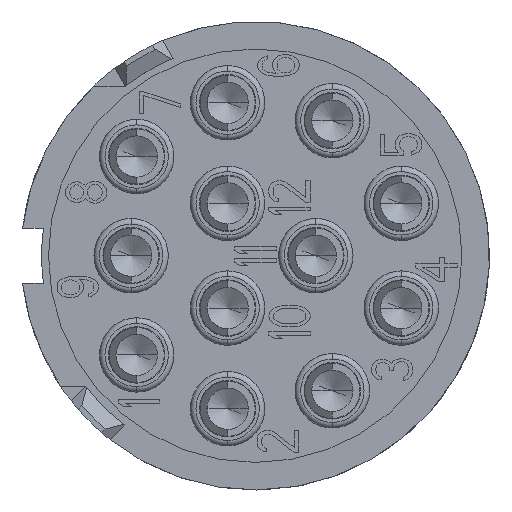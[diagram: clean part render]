
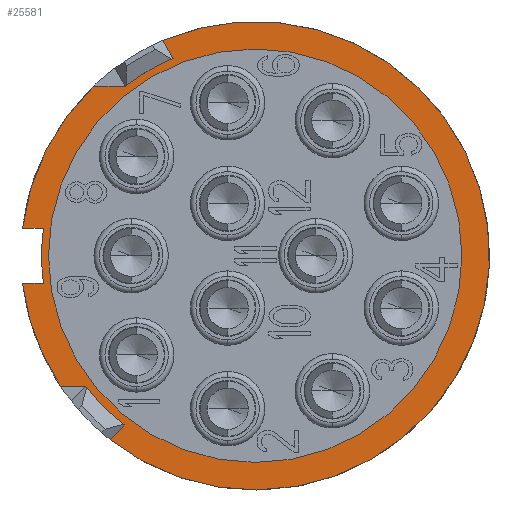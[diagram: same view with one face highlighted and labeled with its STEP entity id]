
A CAD part, front view. The second image highlights one B-rep face of the part: STEP entity #25581.
In plain terms, the highlighted planar face has unit normal (0, -1, 0).
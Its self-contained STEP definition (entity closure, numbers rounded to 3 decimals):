
#1584=DIRECTION('',(-0.707,0.,-0.707));
#1585=VECTOR('',#1584,0.756);
#1586=CARTESIAN_POINT('',(-4.727,-6.9,-6.141));
#1587=LINE('',#1586,#1585);
#1588=CARTESIAN_POINT('',(0.,-6.9,0.));
#1589=DIRECTION('',(0.,1.,0.));
#1590=DIRECTION('',(-0.61,0.,-0.792));
#1591=AXIS2_PLACEMENT_3D('',#1588,#1589,#1590);
#1593=DIRECTION('',(1.,0.,0.));
#1594=VECTOR('',#1593,0.923);
#1595=CARTESIAN_POINT('',(-7.064,-6.9,-4.727));
#1596=LINE('',#1595,#1594);
#1597=DIRECTION('',(-1.,0.,0.));
#1598=VECTOR('',#1597,0.756);
#1599=CARTESIAN_POINT('',(-7.685,-6.9,-1.));
#1600=LINE('',#1599,#1598);
#1601=CARTESIAN_POINT('',(0.,-6.9,0.));
#1602=DIRECTION('',(0.,1.,0.));
#1603=DIRECTION('',(-0.992,0.,-0.129));
#1604=AXIS2_PLACEMENT_3D('',#1601,#1602,#1603);
#1606=DIRECTION('',(1.,0.,0.));
#1607=VECTOR('',#1606,0.756);
#1608=CARTESIAN_POINT('',(-8.441,-6.9,1.));
#1609=LINE('',#1608,#1607);
#1610=DIRECTION('',(-1.,0.,0.));
#1611=VECTOR('',#1610,1.153);
#1612=CARTESIAN_POINT('',(-4.709,-6.9,6.156));
#1613=LINE('',#1612,#1611);
#1614=CARTESIAN_POINT('',(0.,-6.9,0.));
#1615=DIRECTION('',(0.,1.,0.));
#1616=DIRECTION('',(-0.608,0.,0.794));
#1617=AXIS2_PLACEMENT_3D('',#1614,#1615,#1616);
#1619=DIRECTION('',(0.5,0.,-0.866));
#1620=VECTOR('',#1619,0.756);
#1621=CARTESIAN_POINT('',(-3.354,-6.9,7.81));
#1622=LINE('',#1621,#1620);
#1623=CARTESIAN_POINT('',(0.,-6.9,0.));
#1624=DIRECTION('',(0.,-1.,0.));
#1625=DIRECTION('',(1.,0.,0.));
#1626=AXIS2_PLACEMENT_3D('',#1623,#1624,#1625);
#1628=CARTESIAN_POINT('',(0.,-6.9,0.));
#1629=DIRECTION('',(0.,-1.,0.));
#1630=DIRECTION('',(-1.,0.,0.));
#1631=AXIS2_PLACEMENT_3D('',#1628,#1629,#1630);
#1646=CARTESIAN_POINT('',(0.,-6.9,0.));
#1647=DIRECTION('',(0.,-1.,0.));
#1648=DIRECTION('',(-0.619,0.,-0.785));
#1649=AXIS2_PLACEMENT_3D('',#1646,#1647,#1648);
#15104=CARTESIAN_POINT('',(0.,-6.9,0.));
#15105=DIRECTION('',(0.,-1.,0.));
#15106=DIRECTION('',(-0.69,0.,0.724));
#15107=AXIS2_PLACEMENT_3D('',#15104,#15105,#15106);
#15139=CARTESIAN_POINT('',(0.,-6.9,0.));
#15140=DIRECTION('',(0.,-1.,0.));
#15141=DIRECTION('',(-0.993,0.,-0.118));
#15142=AXIS2_PLACEMENT_3D('',#15139,#15140,#15141);
#22182=CARTESIAN_POINT('',(7.5,-6.9,0.));
#22183=CARTESIAN_POINT('',(-7.5,-6.9,0.));
#22184=VERTEX_POINT('',#22182);
#22185=VERTEX_POINT('',#22183);
#22254=CARTESIAN_POINT('',(-4.727,-6.9,-6.141));
#22255=CARTESIAN_POINT('',(-5.262,-6.9,-6.676));
#22256=VERTEX_POINT('',#22254);
#22257=VERTEX_POINT('',#22255);
#22258=CARTESIAN_POINT('',(-7.064,-6.9,-4.727));
#22259=CARTESIAN_POINT('',(-6.141,-6.9,-4.727));
#22260=VERTEX_POINT('',#22258);
#22261=VERTEX_POINT('',#22259);
#22262=CARTESIAN_POINT('',(-7.685,-6.9,-1.));
#22263=CARTESIAN_POINT('',(-8.441,-6.9,-1.));
#22264=VERTEX_POINT('',#22262);
#22265=VERTEX_POINT('',#22263);
#22266=CARTESIAN_POINT('',(-8.441,-6.9,1.));
#22267=CARTESIAN_POINT('',(-7.685,-6.9,1.));
#22268=VERTEX_POINT('',#22266);
#22269=VERTEX_POINT('',#22267);
#22270=CARTESIAN_POINT('',(-4.709,-6.9,6.156));
#22271=CARTESIAN_POINT('',(-2.977,-6.9,7.156));
#22272=VERTEX_POINT('',#22270);
#22273=VERTEX_POINT('',#22271);
#22274=CARTESIAN_POINT('',(-5.862,-6.9,6.156));
#22275=VERTEX_POINT('',#22274);
#22276=CARTESIAN_POINT('',(-3.354,-6.9,7.81));
#22277=VERTEX_POINT('',#22276);
#25546=CARTESIAN_POINT('',(0.,-6.9,0.));
#25547=DIRECTION('',(0.,1.,0.));
#25548=DIRECTION('',(1.,0.,0.));
#25549=AXIS2_PLACEMENT_3D('',#25546,#25547,#25548);
#25550=PLANE('',#25549);
#25552=ORIENTED_EDGE('',*,*,#25551,.F.);
#25554=ORIENTED_EDGE('',*,*,#25553,.T.);
#25556=ORIENTED_EDGE('',*,*,#25555,.F.);
#25558=ORIENTED_EDGE('',*,*,#25557,.F.);
#25560=ORIENTED_EDGE('',*,*,#25559,.F.);
#25562=ORIENTED_EDGE('',*,*,#25561,.T.);
#25564=ORIENTED_EDGE('',*,*,#25563,.F.);
#25566=ORIENTED_EDGE('',*,*,#25565,.F.);
#25568=ORIENTED_EDGE('',*,*,#25567,.F.);
#25570=ORIENTED_EDGE('',*,*,#25569,.T.);
#25572=ORIENTED_EDGE('',*,*,#25571,.F.);
#25574=ORIENTED_EDGE('',*,*,#25573,.F.);
#25575=EDGE_LOOP('',(#25552,#25554,#25556,#25558,#25560,#25562,#25564,#25566,
#25568,#25570,#25572,#25574));
#25576=FACE_OUTER_BOUND('',#25575,.F.);
#25577=ORIENTED_EDGE('',*,*,#25526,.T.);
#25578=ORIENTED_EDGE('',*,*,#25540,.T.);
#25579=EDGE_LOOP('',(#25577,#25578));
#25580=FACE_BOUND('',#25579,.F.);
#1592=CIRCLE('',#1591,7.75);
#1605=CIRCLE('',#1604,7.75);
#1618=CIRCLE('',#1617,7.75);
#1627=CIRCLE('',#1626,7.5);
#1632=CIRCLE('',#1631,7.5);
#1650=CIRCLE('',#1649,8.5);
#15108=CIRCLE('',#15107,8.5);
#15143=CIRCLE('',#15142,8.5);
#25526=EDGE_CURVE('',#22184,#22185,#1627,.T.);
#25540=EDGE_CURVE('',#22185,#22184,#1632,.T.);
#25551=EDGE_CURVE('',#22256,#22257,#1587,.T.);
#25553=EDGE_CURVE('',#22256,#22261,#1592,.T.);
#25555=EDGE_CURVE('',#22260,#22261,#1596,.T.);
#25557=EDGE_CURVE('',#22265,#22260,#15143,.T.);
#25559=EDGE_CURVE('',#22264,#22265,#1600,.T.);
#25561=EDGE_CURVE('',#22264,#22269,#1605,.T.);
#25563=EDGE_CURVE('',#22268,#22269,#1609,.T.);
#25565=EDGE_CURVE('',#22275,#22268,#15108,.T.);
#25567=EDGE_CURVE('',#22272,#22275,#1613,.T.);
#25569=EDGE_CURVE('',#22272,#22273,#1618,.T.);
#25571=EDGE_CURVE('',#22277,#22273,#1622,.T.);
#25573=EDGE_CURVE('',#22257,#22277,#1650,.T.);
#25581=ADVANCED_FACE('',(#25576,#25580),#25550,.F.);
